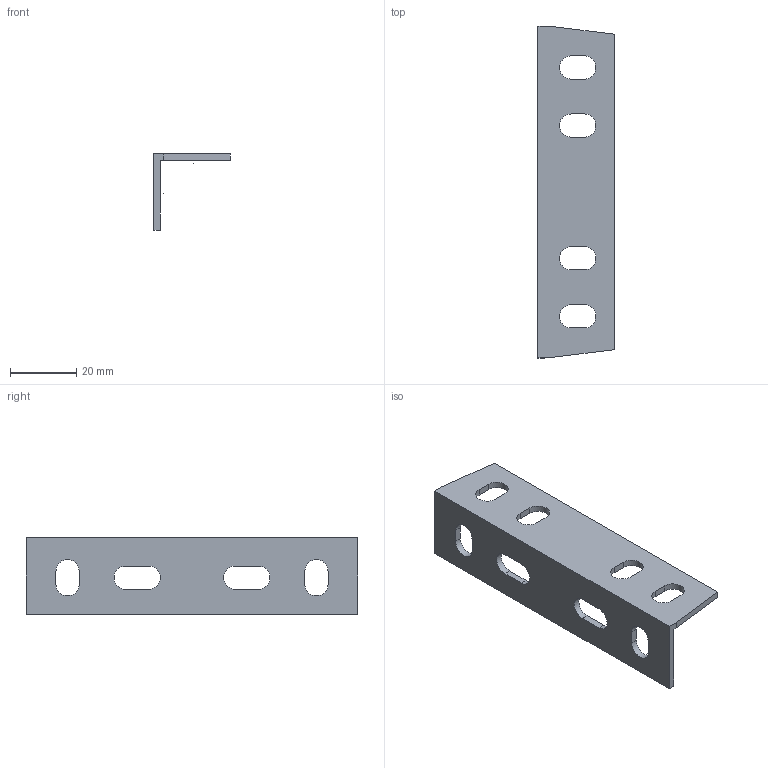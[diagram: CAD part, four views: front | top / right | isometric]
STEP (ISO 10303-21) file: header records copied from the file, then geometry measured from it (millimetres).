
FILE_DESCRIPTION((''),'2;1');
FILE_NAME('6066046','2012-08-09T',('AndreasKeweloh'),(''),'PRO/ENGINEER BY PARAMETRIC TECHNOLOGY CORPORATION, 2012130','PRO/ENGINEER BY PARAMETRIC TECHNOLOGY CORPORATION, 2012130','');
FILE_SCHEMA(('CONFIG_CONTROL_DESIGN'));
Length unit declared in the file: millimetre
Products named in the file (1): 6066046
Bounding box: 23 x 100 x 23 mm (x, y, z)
Volume: 7554 mm3; surface area: 8624.7 mm2
Topology: 1 solids, 7 shells, 48 faces, 132 edges, 92 vertices
Faces by surface type: plane 32, cylinder 16
Entity records: 1629 total; most frequent: CARTESIAN_POINT 321, ORIENTED_EDGE 252, DIRECTION 250, EDGE_CURVE 132, VERTEX_POINT 92, VECTOR 88, LINE 88, AXIS2_PLACEMENT_3D 81
